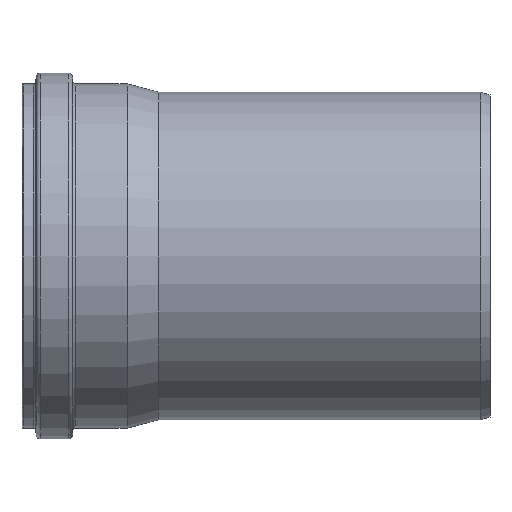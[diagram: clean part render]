
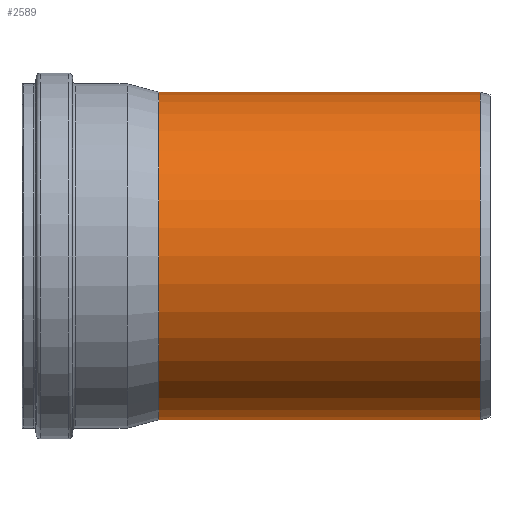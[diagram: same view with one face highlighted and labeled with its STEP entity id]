
A CAD part, left-side view. The second image highlights one B-rep face of the part: STEP entity #2589.
In plain terms, the highlighted cylindrical face has radius 200.175 mm (diameter 400.35 mm), a full revolution.
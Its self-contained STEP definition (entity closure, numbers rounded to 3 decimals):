
#433=CYLINDRICAL_SURFACE('',#2807,200.175);
#530=FACE_BOUND('',#818,.T.);
#531=FACE_BOUND('',#819,.T.);
#603=FACE_OUTER_BOUND('',#817,.T.);
#817=EDGE_LOOP('',(#1899));
#818=EDGE_LOOP('',(#1900));
#819=EDGE_LOOP('',(#1901));
#1070=B_SPLINE_CURVE_WITH_KNOTS('',3,(#4325,#4326,#4327,#4328,#4329,#4330,
#4331,#4332,#4333,#4334,#4335,#4336,#4337,#4338,#4339,#4340,#4341,#4342,
#4343,#4344,#4345,#4346,#4347,#4348,#4349,#4350,#4351,#4352,#4353,#4354,
#4355,#4356,#4357,#4358,#4359,#4360,#4361,#4362,#4363,#4364,#4365,#4366,
#4367,#4368,#4369,#4370,#4371,#4372,#4373,#4374,#4375,#4376,#4377,#4378,
#4379,#4380,#4381,#4382,#4383,#4384,#4385,#4386,#4387,#4388,#4389,#4390),
 .UNSPECIFIED.,.T.,.F.,(4,2,2,2,2,2,2,2,2,2,2,2,2,2,2,2,2,2,2,2,2,2,2,2,
2,2,2,2,2,2,2,2,4),(0.,1.947,3.894,5.842,
7.789,9.714,11.639,13.564,15.489,
17.415,19.34,21.265,23.19,25.137,
27.085,29.032,30.979,32.926,34.873,
36.82,38.768,40.693,42.618,44.543,
46.468,48.394,50.319,52.244,54.169,
56.116,58.063,60.011,61.958),
 .UNSPECIFIED.);
#1127=CIRCLE('',#2808,200.175);
#1128=CIRCLE('',#2809,200.175);
#1331=VERTEX_POINT('',#4324);
#1335=VERTEX_POINT('',#4402);
#1336=VERTEX_POINT('',#4404);
#1537=EDGE_CURVE('',#1331,#1331,#1070,.T.);
#1541=EDGE_CURVE('',#1335,#1335,#1127,.T.);
#1542=EDGE_CURVE('',#1336,#1336,#1128,.T.);
#1899=ORIENTED_EDGE('',*,*,#1541,.F.);
#1900=ORIENTED_EDGE('',*,*,#1542,.T.);
#1901=ORIENTED_EDGE('',*,*,#1537,.T.);
#2589=ADVANCED_FACE('',(#603,#530,#531),#433,.T.);
#2807=AXIS2_PLACEMENT_3D('',#4401,#3220,#3221);
#2808=AXIS2_PLACEMENT_3D('',#4403,#3222,#3223);
#2809=AXIS2_PLACEMENT_3D('',#4405,#3224,#3225);
#3220=DIRECTION('center_axis',(0.,-1.,0.));
#3221=DIRECTION('ref_axis',(1.,0.,0.));
#3222=DIRECTION('center_axis',(0.,-1.,0.));
#3223=DIRECTION('ref_axis',(1.,0.,0.));
#3224=DIRECTION('center_axis',(0.,-1.,0.));
#3225=DIRECTION('ref_axis',(1.,0.,0.));
#4324=CARTESIAN_POINT('',(172.203,-122.809,102.06));
#4325=CARTESIAN_POINT('Ctrl Pts',(172.203,-122.809,102.06));
#4326=CARTESIAN_POINT('Ctrl Pts',(172.203,-116.319,102.06));
#4327=CARTESIAN_POINT('Ctrl Pts',(172.605,-109.677,101.39));
#4328=CARTESIAN_POINT('Ctrl Pts',(174.187,-96.592,98.648));
#4329=CARTESIAN_POINT('Ctrl Pts',(175.363,-90.149,96.578));
#4330=CARTESIAN_POINT('Ctrl Pts',(178.223,-77.892,91.191));
#4331=CARTESIAN_POINT('Ctrl Pts',(179.906,-72.065,87.871));
#4332=CARTESIAN_POINT('Ctrl Pts',(183.421,-61.343,80.275));
#4333=CARTESIAN_POINT('Ctrl Pts',(185.25,-56.448,75.999));
#4334=CARTESIAN_POINT('Ctrl Pts',(188.69,-47.857,67.));
#4335=CARTESIAN_POINT('Ctrl Pts',(190.431,-43.841,61.959));
#4336=CARTESIAN_POINT('Ctrl Pts',(193.659,-36.735,50.98));
#4337=CARTESIAN_POINT('Ctrl Pts',(195.144,-33.646,45.042));
#4338=CARTESIAN_POINT('Ctrl Pts',(197.6,-28.662,32.622));
#4339=CARTESIAN_POINT('Ctrl Pts',(198.571,-26.764,26.13));
#4340=CARTESIAN_POINT('Ctrl Pts',(199.859,-24.264,13.027));
#4341=CARTESIAN_POINT('Ctrl Pts',(200.175,-23.663,6.417));
#4342=CARTESIAN_POINT('Ctrl Pts',(200.175,-23.663,-6.417));
#4343=CARTESIAN_POINT('Ctrl Pts',(199.859,-24.264,-13.027));
#4344=CARTESIAN_POINT('Ctrl Pts',(198.571,-26.764,-26.13));
#4345=CARTESIAN_POINT('Ctrl Pts',(197.6,-28.662,-32.622));
#4346=CARTESIAN_POINT('Ctrl Pts',(195.144,-33.646,-45.042));
#4347=CARTESIAN_POINT('Ctrl Pts',(193.659,-36.735,-50.98));
#4348=CARTESIAN_POINT('Ctrl Pts',(190.431,-43.841,-61.959));
#4349=CARTESIAN_POINT('Ctrl Pts',(188.69,-47.857,-67.));
#4350=CARTESIAN_POINT('Ctrl Pts',(185.25,-56.448,-75.999));
#4351=CARTESIAN_POINT('Ctrl Pts',(183.421,-61.343,-80.275));
#4352=CARTESIAN_POINT('Ctrl Pts',(179.906,-72.065,-87.871));
#4353=CARTESIAN_POINT('Ctrl Pts',(178.223,-77.892,-91.191));
#4354=CARTESIAN_POINT('Ctrl Pts',(175.363,-90.149,-96.578));
#4355=CARTESIAN_POINT('Ctrl Pts',(174.187,-96.592,-98.648));
#4356=CARTESIAN_POINT('Ctrl Pts',(172.605,-109.677,-101.39));
#4357=CARTESIAN_POINT('Ctrl Pts',(172.203,-116.319,-102.06));
#4358=CARTESIAN_POINT('Ctrl Pts',(172.203,-129.3,-102.06));
#4359=CARTESIAN_POINT('Ctrl Pts',(172.605,-135.942,-101.39));
#4360=CARTESIAN_POINT('Ctrl Pts',(174.187,-149.027,-98.648));
#4361=CARTESIAN_POINT('Ctrl Pts',(175.363,-155.47,-96.578));
#4362=CARTESIAN_POINT('Ctrl Pts',(178.223,-167.727,-91.191));
#4363=CARTESIAN_POINT('Ctrl Pts',(179.906,-173.553,-87.871));
#4364=CARTESIAN_POINT('Ctrl Pts',(183.421,-184.275,-80.275));
#4365=CARTESIAN_POINT('Ctrl Pts',(185.25,-189.171,-75.999));
#4366=CARTESIAN_POINT('Ctrl Pts',(188.69,-197.761,-67.));
#4367=CARTESIAN_POINT('Ctrl Pts',(190.431,-201.778,-61.959));
#4368=CARTESIAN_POINT('Ctrl Pts',(193.659,-208.884,-50.98));
#4369=CARTESIAN_POINT('Ctrl Pts',(195.144,-211.973,-45.042));
#4370=CARTESIAN_POINT('Ctrl Pts',(197.6,-216.957,-32.622));
#4371=CARTESIAN_POINT('Ctrl Pts',(198.571,-218.855,-26.13));
#4372=CARTESIAN_POINT('Ctrl Pts',(199.859,-221.355,-13.027));
#4373=CARTESIAN_POINT('Ctrl Pts',(200.175,-221.955,-6.417));
#4374=CARTESIAN_POINT('Ctrl Pts',(200.175,-221.955,6.417));
#4375=CARTESIAN_POINT('Ctrl Pts',(199.859,-221.355,13.027));
#4376=CARTESIAN_POINT('Ctrl Pts',(198.571,-218.855,26.13));
#4377=CARTESIAN_POINT('Ctrl Pts',(197.6,-216.957,32.622));
#4378=CARTESIAN_POINT('Ctrl Pts',(195.144,-211.973,45.042));
#4379=CARTESIAN_POINT('Ctrl Pts',(193.659,-208.884,50.98));
#4380=CARTESIAN_POINT('Ctrl Pts',(190.431,-201.778,61.959));
#4381=CARTESIAN_POINT('Ctrl Pts',(188.69,-197.761,67.));
#4382=CARTESIAN_POINT('Ctrl Pts',(185.25,-189.171,75.999));
#4383=CARTESIAN_POINT('Ctrl Pts',(183.421,-184.275,80.275));
#4384=CARTESIAN_POINT('Ctrl Pts',(179.906,-173.553,87.871));
#4385=CARTESIAN_POINT('Ctrl Pts',(178.223,-167.727,91.191));
#4386=CARTESIAN_POINT('Ctrl Pts',(175.363,-155.47,96.578));
#4387=CARTESIAN_POINT('Ctrl Pts',(174.187,-149.027,98.648));
#4388=CARTESIAN_POINT('Ctrl Pts',(172.605,-135.942,101.39));
#4389=CARTESIAN_POINT('Ctrl Pts',(172.203,-129.3,102.06));
#4390=CARTESIAN_POINT('Ctrl Pts',(172.203,-122.809,102.06));
#4401=CARTESIAN_POINT('Origin',(0.,-196.405,0.));
#4402=CARTESIAN_POINT('',(200.175,-392.809,0.));
#4403=CARTESIAN_POINT('Origin',(0.,-392.809,0.));
#4404=CARTESIAN_POINT('',(200.175,0.,0.));
#4405=CARTESIAN_POINT('Origin',(0.,0.,0.));
